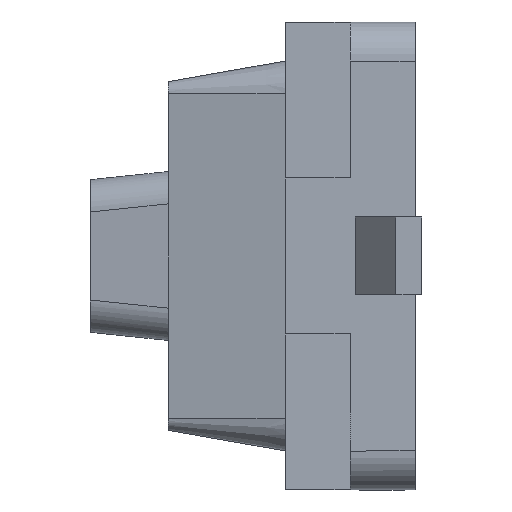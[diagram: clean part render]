
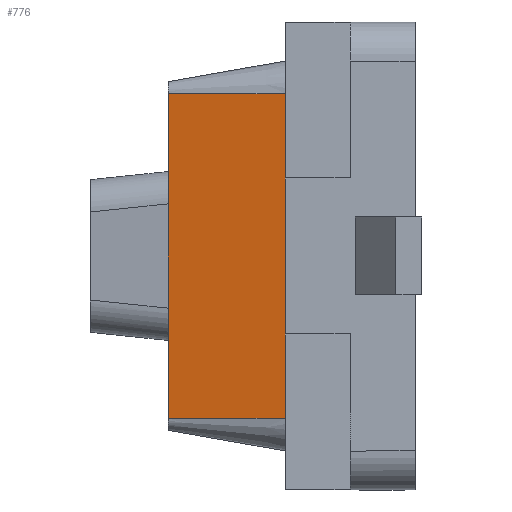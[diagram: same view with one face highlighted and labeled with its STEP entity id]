
A CAD part, left-side view. The second image highlights one B-rep face of the part: STEP entity #776.
In plain terms, the highlighted planar face has unit normal (-0.985, 0.174, 0).
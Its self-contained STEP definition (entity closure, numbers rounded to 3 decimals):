
#21 = EDGE_CURVE ( 'NONE', #125, #1679, #970, .T. ) ;
#51 = VECTOR ( 'NONE', #492, 1000. ) ;
#125 = VERTEX_POINT ( 'NONE', #1734 ) ;
#225 = CARTESIAN_POINT ( 'NONE',  ( -2.5, 1., 1.25 ) ) ;
#312 = DIRECTION ( 'NONE',  ( -0.174, -0.985, 0. ) ) ;
#347 = PLANE ( 'NONE',  #927 ) ;
#354 = VERTEX_POINT ( 'NONE', #925 ) ;
#466 = CARTESIAN_POINT ( 'NONE',  ( -2.341, 1.9, 1.25 ) ) ;
#492 = DIRECTION ( 'NONE',  ( 0., 0., 1. ) ) ;
#638 = ORIENTED_EDGE ( 'NONE', *, *, #1853, .T. ) ;
#640 = CARTESIAN_POINT ( 'NONE',  ( -2.341, 1.9, 1.25 ) ) ;
#653 = CARTESIAN_POINT ( 'NONE',  ( -2.5, 1., -1.25 ) ) ;
#665 = VECTOR ( 'NONE', #312, 1000. ) ;
#744 = LINE ( 'NONE', #466, #1534 ) ;
#776 = ADVANCED_FACE ( 'NONE', ( #1159 ), #347, .T. ) ;
#869 = ORIENTED_EDGE ( 'NONE', *, *, #21, .T. ) ;
#925 = CARTESIAN_POINT ( 'NONE',  ( -2.341, 1.9, -1.25 ) ) ;
#927 = AXIS2_PLACEMENT_3D ( 'NONE', #225, #1128, #966 ) ;
#933 = ORIENTED_EDGE ( 'NONE', *, *, #1705, .F. ) ;
#961 = CARTESIAN_POINT ( 'NONE',  ( -2.5, 1., 1.25 ) ) ;
#966 = DIRECTION ( 'NONE',  ( -0.174, -0.985, 0. ) ) ;
#970 = LINE ( 'NONE', #961, #51 ) ;
#1091 = VERTEX_POINT ( 'NONE', #640 ) ;
#1128 = DIRECTION ( 'NONE',  ( -0.985, 0.174, 0. ) ) ;
#1159 = FACE_OUTER_BOUND ( 'NONE', #1974, .T. ) ;
#1270 = LINE ( 'NONE', #653, #1304 ) ;
#1304 = VECTOR ( 'NONE', #1586, 1000. ) ;
#1398 = DIRECTION ( 'NONE',  ( 0., 0., 1. ) ) ;
#1431 = ORIENTED_EDGE ( 'NONE', *, *, #1732, .F. ) ;
#1499 = CARTESIAN_POINT ( 'NONE',  ( -2.5, 1., 1.25 ) ) ;
#1530 = CARTESIAN_POINT ( 'NONE',  ( -2.5, 1., 1.25 ) ) ;
#1534 = VECTOR ( 'NONE', #1398, 1000. ) ;
#1586 = DIRECTION ( 'NONE',  ( -0.174, -0.985, 0. ) ) ;
#1679 = VERTEX_POINT ( 'NONE', #1499 ) ;
#1705 = EDGE_CURVE ( 'NONE', #354, #1091, #744, .T. ) ;
#1732 = EDGE_CURVE ( 'NONE', #1091, #1679, #1994, .T. ) ;
#1734 = CARTESIAN_POINT ( 'NONE',  ( -2.5, 1., -1.25 ) ) ;
#1853 = EDGE_CURVE ( 'NONE', #354, #125, #1270, .T. ) ;
#1974 = EDGE_LOOP ( 'NONE', ( #869, #1431, #933, #638 ) ) ;
#1994 = LINE ( 'NONE', #1530, #665 ) ;
